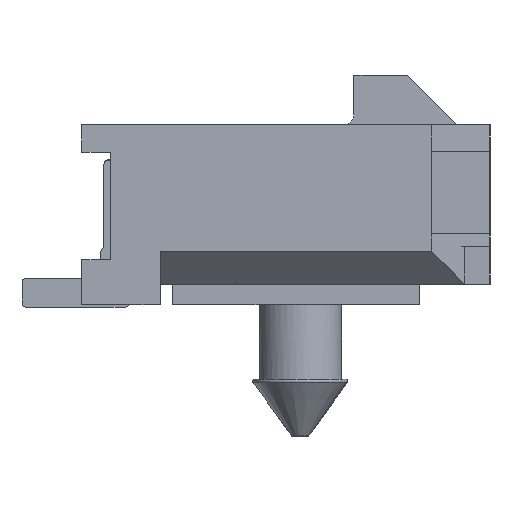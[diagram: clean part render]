
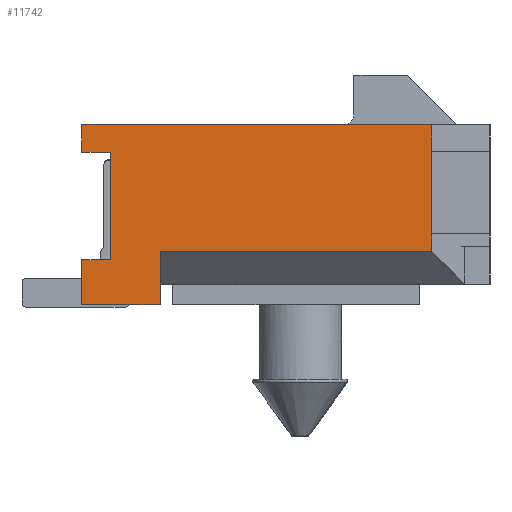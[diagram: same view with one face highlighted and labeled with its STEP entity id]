
A CAD part, front view. The second image highlights one B-rep face of the part: STEP entity #11742.
In plain terms, the highlighted face is planar.
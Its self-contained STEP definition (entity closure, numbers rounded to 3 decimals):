
#1309=ORIENTED_EDGE('',*,*,#3487,.T.);
#1310=ORIENTED_EDGE('',*,*,#3467,.T.);
#1311=ORIENTED_EDGE('',*,*,#3506,.F.);
#1312=ORIENTED_EDGE('',*,*,#3325,.T.);
#1313=ORIENTED_EDGE('',*,*,#3455,.F.);
#1314=ORIENTED_EDGE('',*,*,#3400,.F.);
#1315=ORIENTED_EDGE('',*,*,#3442,.F.);
#1316=ORIENTED_EDGE('',*,*,#3507,.T.);
#1317=ORIENTED_EDGE('',*,*,#3485,.T.);
#1318=ORIENTED_EDGE('',*,*,#3334,.T.);
#1319=ORIENTED_EDGE('',*,*,#3337,.T.);
#1320=ORIENTED_EDGE('',*,*,#3340,.T.);
#3325=EDGE_CURVE('',#4438,#4441,#5266,.T.);
#3334=EDGE_CURVE('',#4446,#4449,#5275,.T.);
#3337=EDGE_CURVE('',#4449,#4451,#5278,.T.);
#3340=EDGE_CURVE('',#4451,#4453,#5281,.T.);
#3400=EDGE_CURVE('',#4493,#4494,#5341,.T.);
#3442=EDGE_CURVE('',#4522,#4493,#5381,.T.);
#3455=EDGE_CURVE('',#4494,#4441,#5394,.T.);
#3467=EDGE_CURVE('',#4537,#4538,#5406,.T.);
#3485=EDGE_CURVE('',#4547,#4446,#5424,.T.);
#3487=EDGE_CURVE('',#4453,#4537,#5426,.T.);
#3506=EDGE_CURVE('',#4438,#4538,#5445,.T.);
#3507=EDGE_CURVE('',#4522,#4547,#5446,.T.);
#4438=VERTEX_POINT('',#16304);
#4441=VERTEX_POINT('',#16310);
#4446=VERTEX_POINT('',#16324);
#4449=VERTEX_POINT('',#16329);
#4451=VERTEX_POINT('',#16335);
#4453=VERTEX_POINT('',#16341);
#4493=VERTEX_POINT('',#16460);
#4494=VERTEX_POINT('',#16462);
#4522=VERTEX_POINT('',#16545);
#4537=VERTEX_POINT('',#16592);
#4538=VERTEX_POINT('',#16593);
#4547=VERTEX_POINT('',#16624);
#5266=LINE('',#16311,#6347);
#5275=LINE('',#16330,#6356);
#5278=LINE('',#16336,#6359);
#5281=LINE('',#16342,#6362);
#5341=LINE('',#16461,#6422);
#5381=LINE('',#16544,#6462);
#5394=LINE('',#16568,#6475);
#5406=LINE('',#16591,#6487);
#5424=LINE('',#16623,#6505);
#5426=LINE('',#16627,#6507);
#5445=LINE('',#16665,#6526);
#5446=LINE('',#16666,#6527);
#6347=VECTOR('',#13545,1000.);
#6356=VECTOR('',#13558,1000.);
#6359=VECTOR('',#13563,1000.);
#6362=VECTOR('',#13568,1000.);
#6422=VECTOR('',#13666,1000.);
#6462=VECTOR('',#13736,1000.);
#6475=VECTOR('',#13757,1000.);
#6487=VECTOR('',#13775,1000.);
#6505=VECTOR('',#13801,1000.);
#6507=VECTOR('',#13805,1000.);
#6526=VECTOR('',#13832,1000.);
#6527=VECTOR('',#13833,1000.);
#7156=EDGE_LOOP('',(#1309,#1310,#1311,#1312,#1313,#1314,#1315,#1316,#1317,
#1318,#1319,#1320));
#7635=FACE_BOUND('',#7156,.T.);
#8082=PLANE('',#12277);
#11742=ADVANCED_FACE('',(#7635),#8082,.T.);
#12277=AXIS2_PLACEMENT_3D('',#16664,#13830,#13831);
#13545=DIRECTION('',(0.,-1.,0.));
#13558=DIRECTION('',(0.,-1.,0.));
#13563=DIRECTION('',(0.,0.,-1.));
#13568=DIRECTION('',(0.,1.,0.));
#13666=DIRECTION('',(0.,0.,-1.));
#13736=DIRECTION('',(0.,0.,-1.));
#13757=DIRECTION('',(0.,0.,-1.));
#13775=DIRECTION('',(0.,-1.,0.));
#13801=DIRECTION('',(0.,0.,-1.));
#13805=DIRECTION('',(0.,0.,-1.));
#13830=DIRECTION('',(-1.,0.,0.));
#13831=DIRECTION('',(0.,0.,1.));
#13832=DIRECTION('',(0.,0.,-1.));
#13833=DIRECTION('',(0.,1.,0.));
#16304=CARTESIAN_POINT('',(-10.825,3.05,-0.885));
#16310=CARTESIAN_POINT('',(-10.825,-3.536,-0.885));
#16311=CARTESIAN_POINT('',(-10.825,0.,-0.885));
#16324=CARTESIAN_POINT('',(-10.825,4.95,1.515));
#16329=CARTESIAN_POINT('',(-10.825,4.25,1.515));
#16330=CARTESIAN_POINT('',(-10.825,0.,1.515));
#16335=CARTESIAN_POINT('',(-10.825,4.25,-1.085));
#16336=CARTESIAN_POINT('',(-10.825,4.25,0.));
#16341=CARTESIAN_POINT('',(-10.825,4.95,-1.085));
#16342=CARTESIAN_POINT('',(-10.825,0.,-1.085));
#16460=CARTESIAN_POINT('',(-10.825,-3.536,1.535));
#16461=CARTESIAN_POINT('',(-10.825,-3.536,1.535));
#16462=CARTESIAN_POINT('',(-10.825,-3.536,-0.465));
#16544=CARTESIAN_POINT('',(-10.825,-3.536,0.));
#16545=CARTESIAN_POINT('',(-10.825,-3.536,2.185));
#16568=CARTESIAN_POINT('',(-10.825,-3.536,0.));
#16591=CARTESIAN_POINT('',(-10.825,4.95,-2.185));
#16592=CARTESIAN_POINT('',(-10.825,4.95,-2.185));
#16593=CARTESIAN_POINT('',(-10.825,3.05,-2.185));
#16623=CARTESIAN_POINT('',(-10.825,4.95,2.185));
#16624=CARTESIAN_POINT('',(-10.825,4.95,2.185));
#16627=CARTESIAN_POINT('',(-10.825,4.95,2.185));
#16664=CARTESIAN_POINT('',(-10.825,0.,0.));
#16665=CARTESIAN_POINT('',(-10.825,3.05,-1.685));
#16666=CARTESIAN_POINT('',(-10.825,-4.95,2.185));
